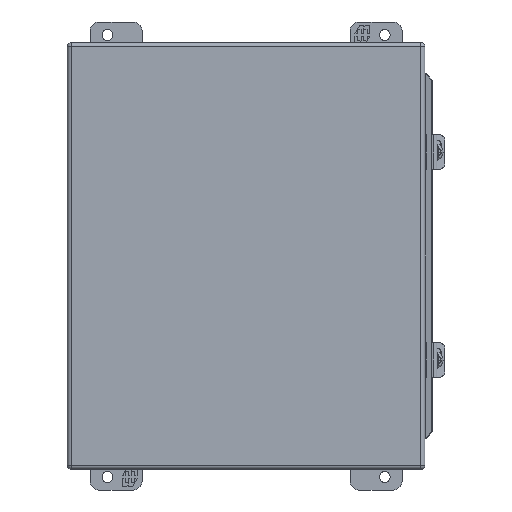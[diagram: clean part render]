
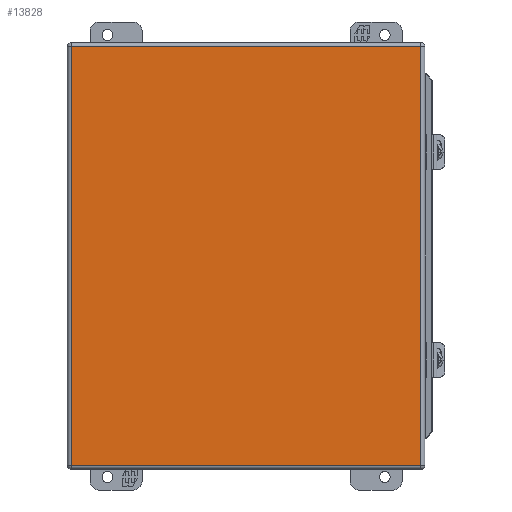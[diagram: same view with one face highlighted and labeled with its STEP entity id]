
A CAD part, front view. The second image highlights one B-rep face of the part: STEP entity #13828.
In plain terms, the highlighted planar face has unit normal (0, -1, 0).
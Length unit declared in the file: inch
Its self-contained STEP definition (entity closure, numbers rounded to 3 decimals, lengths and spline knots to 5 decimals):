
#468 = VERTEX_POINT ( 'NONE', #29659 ) ;
#871 = PLANE ( 'NONE',  #35938 ) ;
#1002 = VERTEX_POINT ( 'NONE', #12792 ) ;
#2091 = VERTEX_POINT ( 'NONE', #3332 ) ;
#3332 = CARTESIAN_POINT ( 'NONE',  ( -5.0378, -5.19685, -6.0378 ) ) ;
#4672 = CARTESIAN_POINT ( 'NONE',  ( 5.0378, -5.19685, 6.15591 ) ) ;
#9283 = ORIENTED_EDGE ( 'NONE', *, *, #21529, .T. ) ;
#10056 = DIRECTION ( 'NONE',  ( -1., 0., 0. ) ) ;
#11888 = EDGE_CURVE ( 'NONE', #2091, #1002, #12636, .T. ) ;
#12532 = DIRECTION ( 'NONE',  ( 0., 0., -1. ) ) ;
#12636 = LINE ( 'NONE', #18200, #20837 ) ;
#12792 = CARTESIAN_POINT ( 'NONE',  ( 5.0378, -5.19685, -6.0378 ) ) ;
#13828 = ADVANCED_FACE ( 'NONE', ( #26117 ), #871, .T. ) ;
#14954 = EDGE_CURVE ( 'NONE', #1002, #24637, #28145, .T. ) ;
#15395 = CARTESIAN_POINT ( 'NONE',  ( 0., -5.19685, 0. ) ) ;
#17320 = EDGE_CURVE ( 'NONE', #24637, #468, #24699, .T. ) ;
#18200 = CARTESIAN_POINT ( 'NONE',  ( 5.15591, -5.19685, -6.0378 ) ) ;
#20315 = LINE ( 'NONE', #32585, #35933 ) ;
#20837 = VECTOR ( 'NONE', #34470, 39.37008 ) ;
#21111 = VECTOR ( 'NONE', #24084, 39.37008 ) ;
#21529 = EDGE_CURVE ( 'NONE', #468, #2091, #20315, .T. ) ;
#22175 = ORIENTED_EDGE ( 'NONE', *, *, #14954, .T. ) ;
#24084 = DIRECTION ( 'NONE',  ( 0., 0., 1. ) ) ;
#24147 = DIRECTION ( 'NONE',  ( 0., 0., -1. ) ) ;
#24637 = VERTEX_POINT ( 'NONE', #27565 ) ;
#24699 = LINE ( 'NONE', #26692, #30785 ) ;
#26117 = FACE_OUTER_BOUND ( 'NONE', #32021, .T. ) ;
#26692 = CARTESIAN_POINT ( 'NONE',  ( -5.15591, -5.19685, 6.0378 ) ) ;
#27565 = CARTESIAN_POINT ( 'NONE',  ( 5.0378, -5.19685, 6.0378 ) ) ;
#28145 = LINE ( 'NONE', #4672, #21111 ) ;
#28668 = DIRECTION ( 'NONE',  ( 0., -1., 0. ) ) ;
#29659 = CARTESIAN_POINT ( 'NONE',  ( -5.0378, -5.19685, 6.0378 ) ) ;
#30591 = ORIENTED_EDGE ( 'NONE', *, *, #17320, .T. ) ;
#30785 = VECTOR ( 'NONE', #10056, 39.37008 ) ;
#32021 = EDGE_LOOP ( 'NONE', ( #9283, #33410, #22175, #30591 ) ) ;
#32585 = CARTESIAN_POINT ( 'NONE',  ( -5.0378, -5.19685, -6.15591 ) ) ;
#33410 = ORIENTED_EDGE ( 'NONE', *, *, #11888, .T. ) ;
#34470 = DIRECTION ( 'NONE',  ( 1., 0., 0. ) ) ;
#35933 = VECTOR ( 'NONE', #24147, 39.37008 ) ;
#35938 = AXIS2_PLACEMENT_3D ( 'NONE', #15395, #28668, #12532 ) ;
